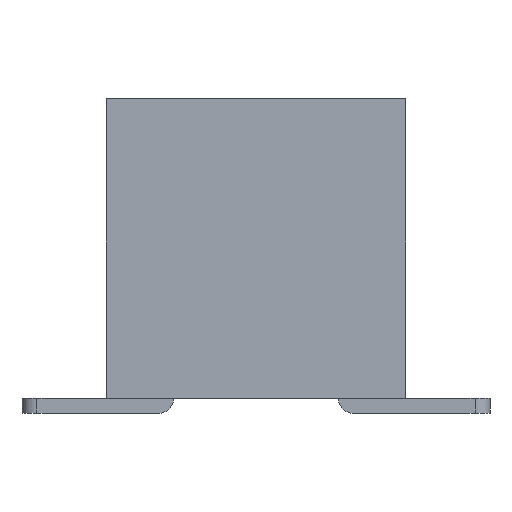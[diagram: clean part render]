
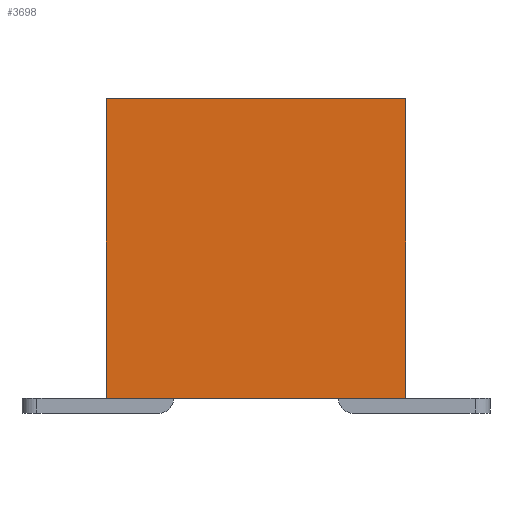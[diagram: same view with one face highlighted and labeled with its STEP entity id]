
A CAD part, left-side view. The second image highlights one B-rep face of the part: STEP entity #3698.
In plain terms, the highlighted planar face has unit normal (-1, 0, 0).
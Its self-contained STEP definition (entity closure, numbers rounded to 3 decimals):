
#222=FACE_OUTER_BOUND('',#422,.T.);
#422=EDGE_LOOP('',(#3156,#3157,#3158,#3159));
#726=LINE('',#5483,#1180);
#775=LINE('',#5574,#1229);
#916=LINE('',#5855,#1370);
#917=LINE('',#5857,#1371);
#1180=VECTOR('',#4478,10.);
#1229=VECTOR('',#4541,10.);
#1370=VECTOR('',#4828,10.);
#1371=VECTOR('',#4831,10.);
#1598=VERTEX_POINT('',#5480);
#1599=VERTEX_POINT('',#5482);
#1633=VERTEX_POINT('',#5571);
#1634=VERTEX_POINT('',#5573);
#2006=EDGE_CURVE('',#1598,#1599,#726,.T.);
#2055=EDGE_CURVE('',#1633,#1634,#775,.T.);
#2196=EDGE_CURVE('',#1598,#1634,#916,.T.);
#2197=EDGE_CURVE('',#1599,#1633,#917,.T.);
#3156=ORIENTED_EDGE('',*,*,#2006,.F.);
#3157=ORIENTED_EDGE('',*,*,#2196,.T.);
#3158=ORIENTED_EDGE('',*,*,#2055,.F.);
#3159=ORIENTED_EDGE('',*,*,#2197,.F.);
#3420=PLANE('',#3956);
#3698=ADVANCED_FACE('',(#222),#3420,.T.);
#3956=AXIS2_PLACEMENT_3D('',#5856,#4829,#4830);
#4478=DIRECTION('',(0.,1.,0.));
#4541=DIRECTION('',(0.,-1.,0.));
#4828=DIRECTION('',(0.,0.,1.));
#4829=DIRECTION('center_axis',(-1.,0.,0.));
#4830=DIRECTION('ref_axis',(0.,-1.,0.));
#4831=DIRECTION('',(0.,0.,1.));
#5480=CARTESIAN_POINT('',(-1.,-2.,0.));
#5482=CARTESIAN_POINT('',(-1.,2.,0.));
#5483=CARTESIAN_POINT('',(-1.,-2.,0.));
#5571=CARTESIAN_POINT('',(-1.,2.,4.));
#5573=CARTESIAN_POINT('',(-1.,-2.,4.));
#5574=CARTESIAN_POINT('',(-1.,-2.,4.));
#5855=CARTESIAN_POINT('',(-1.,-2.,0.));
#5856=CARTESIAN_POINT('Origin',(-1.,2.,0.));
#5857=CARTESIAN_POINT('',(-1.,2.,0.));
